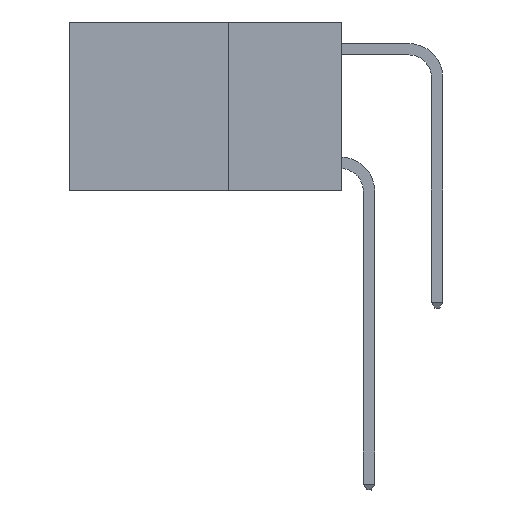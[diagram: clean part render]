
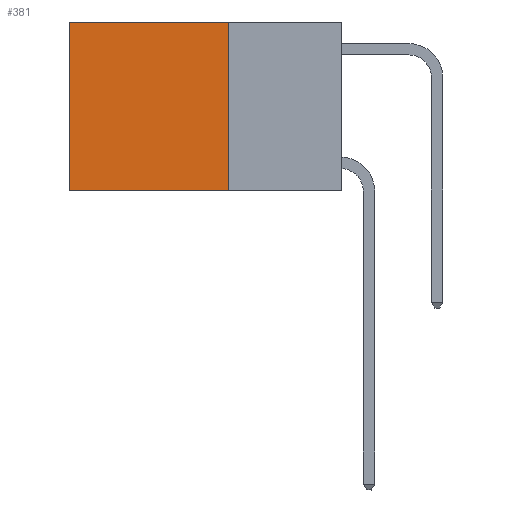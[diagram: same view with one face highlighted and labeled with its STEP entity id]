
A CAD part, left-side view. The second image highlights one B-rep face of the part: STEP entity #381.
In plain terms, the highlighted planar face has unit normal (-1, 0, 0).
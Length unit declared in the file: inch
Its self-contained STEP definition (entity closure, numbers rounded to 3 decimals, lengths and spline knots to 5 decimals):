
#381 = ADVANCED_FACE ( 'NONE', ( #15013 ), #10691, .F. ) ;
#611 = CARTESIAN_POINT ( 'NONE',  ( 0.2625, 0.25, 0. ) ) ;
#777 = AXIS2_PLACEMENT_3D ( 'NONE', #12879, #18397, #30648 ) ;
#1488 = EDGE_CURVE ( 'NONE', #16270, #24354, #17665, .T. ) ;
#2396 = EDGE_CURVE ( 'NONE', #24069, #17231, #17995, .T. ) ;
#2451 = EDGE_CURVE ( 'NONE', #24354, #17231, #25520, .T. ) ;
#3557 = VECTOR ( 'NONE', #27872, 39.37008 ) ;
#3615 = VECTOR ( 'NONE', #28340, 39.37008 ) ;
#7527 = CARTESIAN_POINT ( 'NONE',  ( 0.2625, 0.25, 0. ) ) ;
#10691 = PLANE ( 'NONE',  #777 ) ;
#11491 = ORIENTED_EDGE ( 'NONE', *, *, #2396, .F. ) ;
#11551 = CARTESIAN_POINT ( 'NONE',  ( 0.2625, 0.6, 0. ) ) ;
#11640 = ORIENTED_EDGE ( 'NONE', *, *, #1488, .T. ) ;
#12342 = CARTESIAN_POINT ( 'NONE',  ( 0.2625, 0.25, -0.37 ) ) ;
#12879 = CARTESIAN_POINT ( 'NONE',  ( 0.2625, 0.25, 0. ) ) ;
#15013 = FACE_OUTER_BOUND ( 'NONE', #20884, .T. ) ;
#16270 = VERTEX_POINT ( 'NONE', #21451 ) ;
#17231 = VERTEX_POINT ( 'NONE', #19760 ) ;
#17665 = LINE ( 'NONE', #611, #3615 ) ;
#17995 = LINE ( 'NONE', #12342, #3557 ) ;
#18397 = DIRECTION ( 'NONE',  ( 1., 0., 0. ) ) ;
#18800 = VECTOR ( 'NONE', #27781, 39.37008 ) ;
#19616 = DIRECTION ( 'NONE',  ( 0., 0., -1. ) ) ;
#19760 = CARTESIAN_POINT ( 'NONE',  ( 0.2625, 0.6, -0.37 ) ) ;
#19878 = EDGE_CURVE ( 'NONE', #16270, #24069, #26908, .T. ) ;
#20884 = EDGE_LOOP ( 'NONE', ( #21515, #11491, #22756, #11640 ) ) ;
#21451 = CARTESIAN_POINT ( 'NONE',  ( 0.2625, 0.25, 0. ) ) ;
#21515 = ORIENTED_EDGE ( 'NONE', *, *, #2451, .T. ) ;
#22756 = ORIENTED_EDGE ( 'NONE', *, *, #19878, .F. ) ;
#22928 = CARTESIAN_POINT ( 'NONE',  ( 0.2625, 0.6, 0. ) ) ;
#24069 = VERTEX_POINT ( 'NONE', #24872 ) ;
#24354 = VERTEX_POINT ( 'NONE', #22928 ) ;
#24872 = CARTESIAN_POINT ( 'NONE',  ( 0.2625, 0.25, -0.37 ) ) ;
#25520 = LINE ( 'NONE', #11551, #18800 ) ;
#25724 = VECTOR ( 'NONE', #19616, 39.37008 ) ;
#26908 = LINE ( 'NONE', #7527, #25724 ) ;
#27781 = DIRECTION ( 'NONE',  ( 0., 0., -1. ) ) ;
#27872 = DIRECTION ( 'NONE',  ( 0., 1., 0. ) ) ;
#28340 = DIRECTION ( 'NONE',  ( 0., 1., 0. ) ) ;
#30648 = DIRECTION ( 'NONE',  ( 0., 0., -1. ) ) ;
